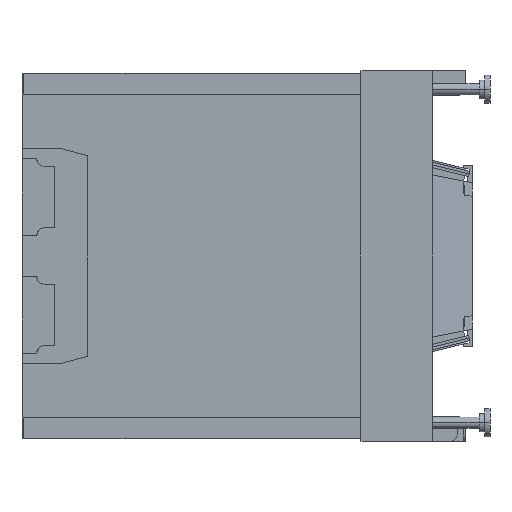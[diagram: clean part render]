
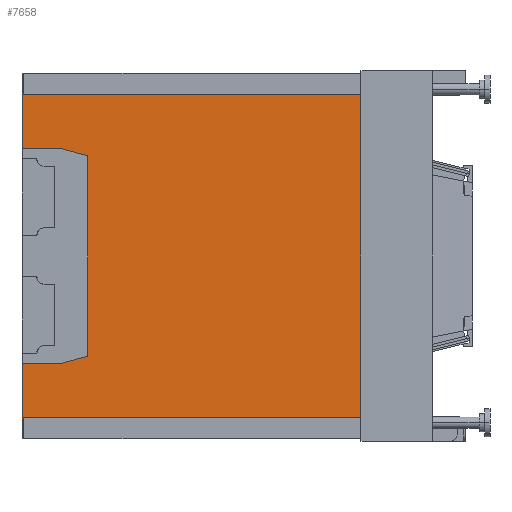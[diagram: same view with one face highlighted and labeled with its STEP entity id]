
A CAD part, left-side view. The second image highlights one B-rep face of the part: STEP entity #7658.
In plain terms, the highlighted face is planar.
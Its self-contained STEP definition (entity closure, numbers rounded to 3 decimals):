
#7250=CARTESIAN_POINT('Vertex',(-115.25,212.822,0.4)) ;
#7285=CARTESIAN_POINT('Vertex',(-129.25,212.822,0.4)) ;
#7288=CARTESIAN_POINT('Line Origine',(-122.25,212.822,0.4)) ;
#7314=CARTESIAN_POINT('Vertex',(-115.25,-31.3,0.4)) ;
#7322=CARTESIAN_POINT('Line Origine',(-115.25,90.761,0.4)) ;
#7557=CARTESIAN_POINT('Axis2P3D Location',(0.,212.7,0.4)) ;
#7562=CARTESIAN_POINT('Line Origine',(-76.5,84.7,0.4)) ;
#7566=CARTESIAN_POINT('Vertex',(-76.5,185.85,0.4)) ;
#7568=CARTESIAN_POINT('Vertex',(-76.5,213.7,0.4)) ;
#7572=CARTESIAN_POINT('Control Point',(-76.5,185.85,0.4)) ;
#7573=CARTESIAN_POINT('Control Point',(-71.503,167.2,0.4)) ;
#7574=CARTESIAN_POINT('Vertex',(-71.503,167.2,0.4)) ;
#7577=CARTESIAN_POINT('Line Origine',(0.,167.2,0.4)) ;
#7581=CARTESIAN_POINT('Vertex',(71.503,167.2,0.4)) ;
#7585=CARTESIAN_POINT('Control Point',(76.5,185.85,0.4)) ;
#7586=CARTESIAN_POINT('Control Point',(71.503,167.2,0.4)) ;
#7587=CARTESIAN_POINT('Vertex',(76.5,185.85,0.4)) ;
#7590=CARTESIAN_POINT('Line Origine',(76.5,84.7,0.4)) ;
#7594=CARTESIAN_POINT('Vertex',(76.5,213.7,0.4)) ;
#7597=CARTESIAN_POINT('Line Origine',(0.,213.7,0.4)) ;
#7601=CARTESIAN_POINT('Vertex',(129.25,213.7,0.4)) ;
#7604=CARTESIAN_POINT('Line Origine',(129.25,84.7,0.4)) ;
#7608=CARTESIAN_POINT('Vertex',(129.25,212.822,0.4)) ;
#7611=CARTESIAN_POINT('Line Origine',(0.,212.822,0.4)) ;
#7615=CARTESIAN_POINT('Vertex',(115.25,212.822,0.4)) ;
#7618=CARTESIAN_POINT('Line Origine',(115.25,84.7,0.4)) ;
#7622=CARTESIAN_POINT('Vertex',(115.25,-31.3,0.4)) ;
#7625=CARTESIAN_POINT('Line Origine',(0.,-31.3,0.4)) ;
#7630=CARTESIAN_POINT('Line Origine',(-129.25,84.7,0.4)) ;
#7634=CARTESIAN_POINT('Vertex',(-129.25,213.7,0.4)) ;
#7637=CARTESIAN_POINT('Line Origine',(0.,213.7,0.4)) ;
#7289=DIRECTION('Vector Direction',(-1.,0.,0.)) ;
#7323=DIRECTION('Vector Direction',(0.,1.,0.)) ;
#7558=DIRECTION('Axis2P3D Direction',(-0.,0.,1.)) ;
#7559=DIRECTION('Axis2P3D XDirection',(0.,-1.,0.)) ;
#7563=DIRECTION('Vector Direction',(0.,-1.,0.)) ;
#7578=DIRECTION('Vector Direction',(1.,0.,0.)) ;
#7591=DIRECTION('Vector Direction',(0.,-1.,0.)) ;
#7598=DIRECTION('Vector Direction',(1.,0.,0.)) ;
#7605=DIRECTION('Vector Direction',(0.,-1.,0.)) ;
#7612=DIRECTION('Vector Direction',(1.,0.,0.)) ;
#7619=DIRECTION('Vector Direction',(0.,-1.,0.)) ;
#7626=DIRECTION('Vector Direction',(1.,0.,0.)) ;
#7631=DIRECTION('Vector Direction',(0.,-1.,0.)) ;
#7638=DIRECTION('Vector Direction',(1.,0.,0.)) ;
#7560=AXIS2_PLACEMENT_3D('Plane Axis2P3D',#7557,#7558,#7559) ;
#7643=ORIENTED_EDGE('',*,*,#7570,.F.) ;
#7644=ORIENTED_EDGE('',*,*,#7576,.F.) ;
#7645=ORIENTED_EDGE('',*,*,#7583,.F.) ;
#7646=ORIENTED_EDGE('',*,*,#7589,.F.) ;
#7647=ORIENTED_EDGE('',*,*,#7596,.F.) ;
#7648=ORIENTED_EDGE('',*,*,#7603,.F.) ;
#7649=ORIENTED_EDGE('',*,*,#7610,.F.) ;
#7650=ORIENTED_EDGE('',*,*,#7617,.T.) ;
#7651=ORIENTED_EDGE('',*,*,#7624,.T.) ;
#7652=ORIENTED_EDGE('',*,*,#7629,.F.) ;
#7653=ORIENTED_EDGE('',*,*,#7326,.T.) ;
#7654=ORIENTED_EDGE('',*,*,#7292,.T.) ;
#7655=ORIENTED_EDGE('',*,*,#7636,.F.) ;
#7656=ORIENTED_EDGE('',*,*,#7641,.F.) ;
#7290=VECTOR('Line Direction',#7289,1.) ;
#7324=VECTOR('Line Direction',#7323,1.) ;
#7564=VECTOR('Line Direction',#7563,1.) ;
#7579=VECTOR('Line Direction',#7578,1.) ;
#7592=VECTOR('Line Direction',#7591,1.) ;
#7599=VECTOR('Line Direction',#7598,1.) ;
#7606=VECTOR('Line Direction',#7605,1.) ;
#7613=VECTOR('Line Direction',#7612,1.) ;
#7620=VECTOR('Line Direction',#7619,1.) ;
#7627=VECTOR('Line Direction',#7626,1.) ;
#7632=VECTOR('Line Direction',#7631,1.) ;
#7639=VECTOR('Line Direction',#7638,1.) ;
#7658=ADVANCED_FACE('Corps principal',(#7657),#7561,.F.) ;
#7571=B_SPLINE_CURVE_WITH_KNOTS('',1,(#7572,#7573),.UNSPECIFIED.,.F.,.U.,(2,2),(-9.654,9.654),.UNSPECIFIED.) ;
#7584=B_SPLINE_CURVE_WITH_KNOTS('',1,(#7585,#7586),.UNSPECIFIED.,.F.,.U.,(2,2),(-9.654,9.654),.UNSPECIFIED.) ;
#7292=EDGE_CURVE('',#7251,#7286,#7291,.T.) ;
#7326=EDGE_CURVE('',#7315,#7251,#7325,.T.) ;
#7570=EDGE_CURVE('',#7567,#7569,#7565,.F.) ;
#7576=EDGE_CURVE('',#7575,#7567,#7571,.F.) ;
#7583=EDGE_CURVE('',#7582,#7575,#7580,.F.) ;
#7589=EDGE_CURVE('',#7588,#7582,#7584,.T.) ;
#7596=EDGE_CURVE('',#7595,#7588,#7593,.T.) ;
#7603=EDGE_CURVE('',#7602,#7595,#7600,.F.) ;
#7610=EDGE_CURVE('',#7609,#7602,#7607,.F.) ;
#7617=EDGE_CURVE('',#7609,#7616,#7614,.F.) ;
#7624=EDGE_CURVE('',#7616,#7623,#7621,.T.) ;
#7629=EDGE_CURVE('',#7315,#7623,#7628,.T.) ;
#7636=EDGE_CURVE('',#7635,#7286,#7633,.T.) ;
#7641=EDGE_CURVE('',#7569,#7635,#7640,.F.) ;
#7642=EDGE_LOOP('',(#7643,#7644,#7645,#7646,#7647,#7648,#7649,#7650,#7651,#7652,#7653,#7654,#7655,#7656)) ;
#7657=FACE_OUTER_BOUND('',#7642,.T.) ;
#7291=LINE('Line',#7288,#7290) ;
#7325=LINE('Line',#7322,#7324) ;
#7565=LINE('Line',#7562,#7564) ;
#7580=LINE('Line',#7577,#7579) ;
#7593=LINE('Line',#7590,#7592) ;
#7600=LINE('Line',#7597,#7599) ;
#7607=LINE('Line',#7604,#7606) ;
#7614=LINE('Line',#7611,#7613) ;
#7621=LINE('Line',#7618,#7620) ;
#7628=LINE('Line',#7625,#7627) ;
#7633=LINE('Line',#7630,#7632) ;
#7640=LINE('Line',#7637,#7639) ;
#7561=PLANE('',#7560) ;
#7251=VERTEX_POINT('',#7250) ;
#7286=VERTEX_POINT('',#7285) ;
#7315=VERTEX_POINT('',#7314) ;
#7567=VERTEX_POINT('',#7566) ;
#7569=VERTEX_POINT('',#7568) ;
#7575=VERTEX_POINT('',#7574) ;
#7582=VERTEX_POINT('',#7581) ;
#7588=VERTEX_POINT('',#7587) ;
#7595=VERTEX_POINT('',#7594) ;
#7602=VERTEX_POINT('',#7601) ;
#7609=VERTEX_POINT('',#7608) ;
#7616=VERTEX_POINT('',#7615) ;
#7623=VERTEX_POINT('',#7622) ;
#7635=VERTEX_POINT('',#7634) ;
